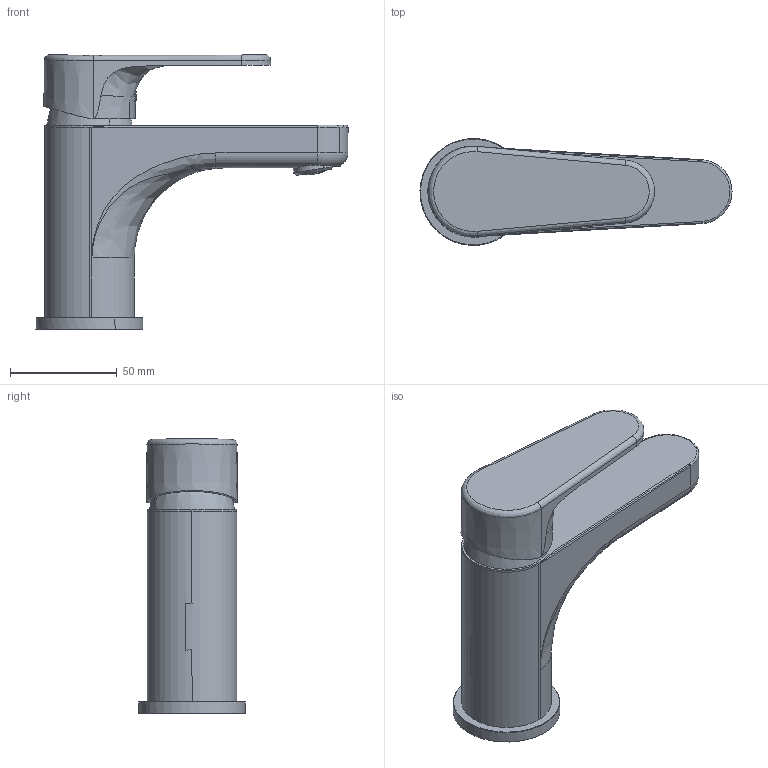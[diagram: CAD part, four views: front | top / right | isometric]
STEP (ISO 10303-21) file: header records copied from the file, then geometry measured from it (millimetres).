
FILE_DESCRIPTION(('CATIA V5 STEP Exchange','CAx-IF Rec.Pracs.--- Model Styling and Organization---1.5--- 2016-08-15','CAx-IF Rec.Pracs.---Supplemental Geometry---1.0---2011-11-01','CAx-IF Rec.Pracs.--- Composite Materials ---3.4---2017-06-13','CAx-IF Rec.Pracs.---Tessellated 3D Geometry---1.0---2015-12-17'),'2;1');
FILE_NAME('A380054521.stp','2021-11-17T09:50:13+00:00',('none'),('none'),'CATIA Version 5-6 Release 2020 SP2','CATIA V5 STEP AP242 v2','none');
FILE_SCHEMA(('AP242_MANAGED_MODEL_BASED_3D_ENGINEERING_MIM_LF {1 0 10303 442 1 1 4}'));
Length unit declared in the file: millimetre
Products named in the file (1): Product1_AllCATPart
Bounding box: 145.99 x 49.99 x 128.5 mm (x, y, z)
Volume: 119048.4 mm3; surface area: 71516.9 mm2
Topology: 6 solids, 8 shells, 1086 faces, 2875 edges, 1819 vertices
Faces by surface type: plane 580, cylinder 201, bspline 95, torus 87, cone 82, sphere 34, extrusion 5, revolution 2
Entity records: 43114 total; most frequent: CARTESIAN_POINT 19642, ORIENTED_EDGE 5668, DIRECTION 3364, EDGE_CURVE 2834, VERTEX_POINT 1815, VECTOR 1396, LINE 1391, AXIS2_PLACEMENT_3D 1294
